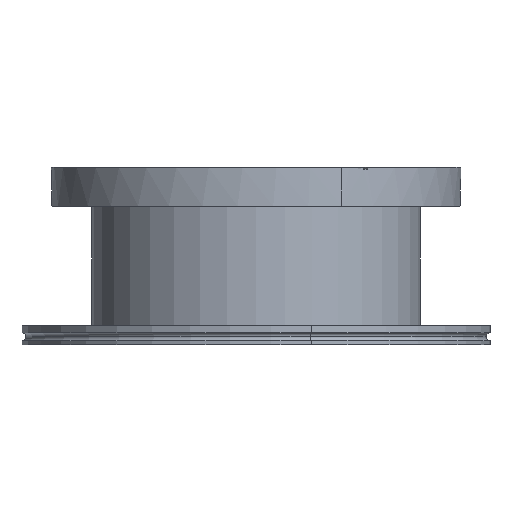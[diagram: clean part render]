
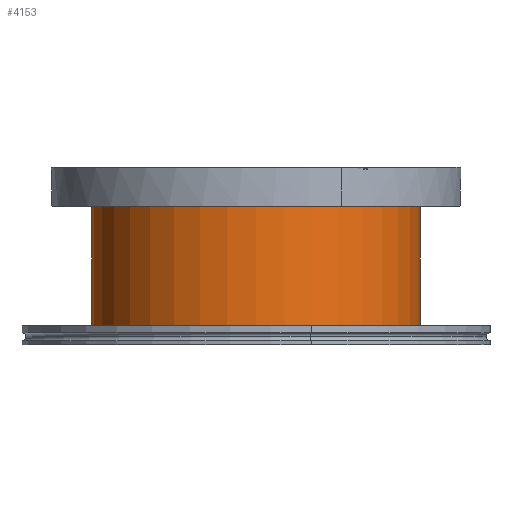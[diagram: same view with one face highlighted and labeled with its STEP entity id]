
A CAD part, front view. The second image highlights one B-rep face of the part: STEP entity #4153.
In plain terms, the highlighted cylindrical face has radius 101.6 mm (diameter 203.2 mm), a partial arc.
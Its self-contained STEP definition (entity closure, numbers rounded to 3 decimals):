
#76 = AXIS2_PLACEMENT_3D ( 'NONE', #3269, #684, #3715 ) ;
#253 = EDGE_CURVE ( 'NONE', #4936, #904, #1004, .T. ) ;
#319 = FACE_OUTER_BOUND ( 'NONE', #3838, .T. ) ;
#336 = CARTESIAN_POINT ( 'NONE',  ( 101.6, 0., -45.4 ) ) ;
#448 = EDGE_CURVE ( 'NONE', #1524, #904, #2620, .T. ) ;
#576 = DIRECTION ( 'NONE',  ( 1., 0., 0. ) ) ;
#684 = DIRECTION ( 'NONE',  ( 0., 0., 1. ) ) ;
#904 = VERTEX_POINT ( 'NONE', #336 ) ;
#978 = AXIS2_PLACEMENT_3D ( 'NONE', #3494, #4578, #576 ) ;
#1004 = CIRCLE ( 'NONE', #978, 101.6 ) ;
#1328 = CYLINDRICAL_SURFACE ( 'NONE', #1562, 101.6 ) ;
#1474 = VECTOR ( 'NONE', #4471, 1000. ) ;
#1524 = VERTEX_POINT ( 'NONE', #2261 ) ;
#1562 = AXIS2_PLACEMENT_3D ( 'NONE', #3706, #4118, #5412 ) ;
#1565 = VERTEX_POINT ( 'NONE', #4468 ) ;
#1846 = DIRECTION ( 'NONE',  ( 0., 0., -1. ) ) ;
#2261 = CARTESIAN_POINT ( 'NONE',  ( 101.6, 0., 45.4 ) ) ;
#2454 = CARTESIAN_POINT ( 'NONE',  ( 101.6, 0., 45.4 ) ) ;
#2620 = LINE ( 'NONE', #2454, #1474 ) ;
#3269 = CARTESIAN_POINT ( 'NONE',  ( 0., 0., 45.4 ) ) ;
#3404 = ORIENTED_EDGE ( 'NONE', *, *, #448, .F. ) ;
#3494 = CARTESIAN_POINT ( 'NONE',  ( 0., 0., -45.4 ) ) ;
#3532 = ORIENTED_EDGE ( 'NONE', *, *, #253, .T. ) ;
#3591 = EDGE_CURVE ( 'NONE', #1565, #1524, #3984, .T. ) ;
#3706 = CARTESIAN_POINT ( 'NONE',  ( 0., 0., 45.4 ) ) ;
#3715 = DIRECTION ( 'NONE',  ( 1., 0., 0. ) ) ;
#3767 = CARTESIAN_POINT ( 'NONE',  ( -101.6, 0., -45.4 ) ) ;
#3838 = EDGE_LOOP ( 'NONE', ( #3404, #5358, #5540, #3532 ) ) ;
#3984 = CIRCLE ( 'NONE', #76, 101.6 ) ;
#4103 = LINE ( 'NONE', #4448, #4380 ) ;
#4118 = DIRECTION ( 'NONE',  ( 0., 0., -1. ) ) ;
#4153 = ADVANCED_FACE ( 'NONE', ( #319 ), #1328, .T. ) ;
#4358 = EDGE_CURVE ( 'NONE', #1565, #4936, #4103, .T. ) ;
#4380 = VECTOR ( 'NONE', #1846, 1000. ) ;
#4448 = CARTESIAN_POINT ( 'NONE',  ( -101.6, 0., 45.4 ) ) ;
#4468 = CARTESIAN_POINT ( 'NONE',  ( -101.6, 0., 45.4 ) ) ;
#4471 = DIRECTION ( 'NONE',  ( 0., 0., -1. ) ) ;
#4578 = DIRECTION ( 'NONE',  ( 0., 0., 1. ) ) ;
#4936 = VERTEX_POINT ( 'NONE', #3767 ) ;
#5358 = ORIENTED_EDGE ( 'NONE', *, *, #3591, .F. ) ;
#5412 = DIRECTION ( 'NONE',  ( -1., 0., 0. ) ) ;
#5540 = ORIENTED_EDGE ( 'NONE', *, *, #4358, .T. ) ;
